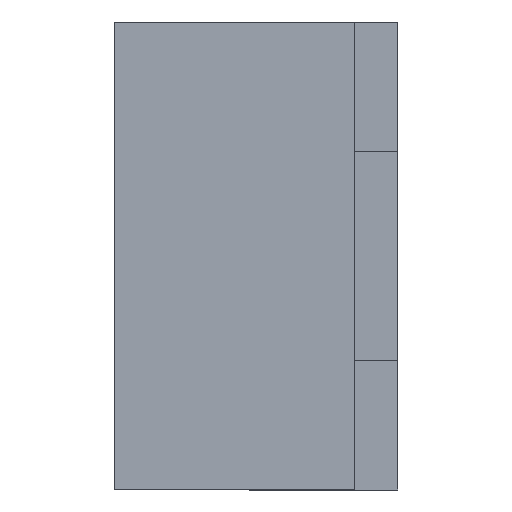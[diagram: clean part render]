
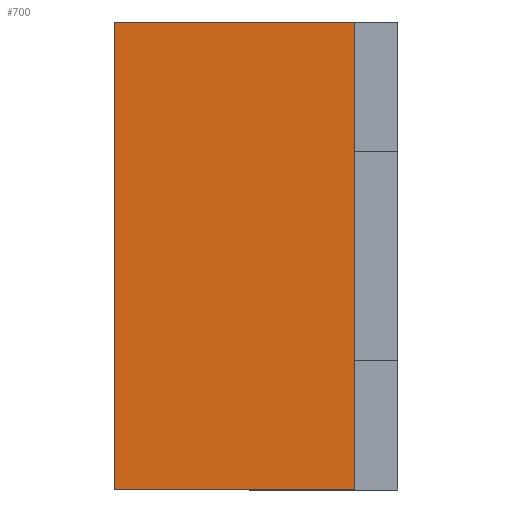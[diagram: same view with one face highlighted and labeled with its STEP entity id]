
A CAD part, left-side view. The second image highlights one B-rep face of the part: STEP entity #700.
In plain terms, the highlighted planar face has unit normal (-1, 0, 0).
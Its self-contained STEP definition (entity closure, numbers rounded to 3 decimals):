
#12 = DIRECTION ( 'NONE',  ( 0., -1., 0. ) ) ;
#74 = LINE ( 'NONE', #948, #909 ) ;
#91 = ORIENTED_EDGE ( 'NONE', *, *, #749, .F. ) ;
#134 = EDGE_CURVE ( 'NONE', #490, #255, #900, .T. ) ;
#181 = VECTOR ( 'NONE', #12, 1000. ) ;
#227 = DIRECTION ( 'NONE',  ( 0., 0., 1. ) ) ;
#255 = VERTEX_POINT ( 'NONE', #288 ) ;
#288 = CARTESIAN_POINT ( 'NONE',  ( -1.375, 0.175, 0.95 ) ) ;
#291 = DIRECTION ( 'NONE',  ( 0., -1., 0. ) ) ;
#326 = LINE ( 'NONE', #525, #181 ) ;
#451 = VECTOR ( 'NONE', #730, 1000. ) ;
#452 = VERTEX_POINT ( 'NONE', #614 ) ;
#462 = AXIS2_PLACEMENT_3D ( 'NONE', #1023, #585, #291 ) ;
#490 = VERTEX_POINT ( 'NONE', #816 ) ;
#525 = CARTESIAN_POINT ( 'NONE',  ( -1.375, 0.175, -0.95 ) ) ;
#585 = DIRECTION ( 'NONE',  ( -1., 0., 0. ) ) ;
#589 = FACE_OUTER_BOUND ( 'NONE', #626, .T. ) ;
#614 = CARTESIAN_POINT ( 'NONE',  ( -1.375, 0.175, -0.95 ) ) ;
#626 = EDGE_LOOP ( 'NONE', ( #91, #786, #981, #640 ) ) ;
#640 = ORIENTED_EDGE ( 'NONE', *, *, #134, .F. ) ;
#654 = CARTESIAN_POINT ( 'NONE',  ( -1.375, 0.175, 0.95 ) ) ;
#700 = ADVANCED_FACE ( 'NONE', ( #589 ), #939, .T. ) ;
#730 = DIRECTION ( 'NONE',  ( 0., -1., 0. ) ) ;
#749 = EDGE_CURVE ( 'NONE', #901, #490, #74, .T. ) ;
#750 = LINE ( 'NONE', #959, #863 ) ;
#767 = DIRECTION ( 'NONE',  ( 0., 0., 1. ) ) ;
#773 = EDGE_CURVE ( 'NONE', #452, #255, #750, .T. ) ;
#786 = ORIENTED_EDGE ( 'NONE', *, *, #827, .T. ) ;
#816 = CARTESIAN_POINT ( 'NONE',  ( -1.375, 1.15, 0.95 ) ) ;
#827 = EDGE_CURVE ( 'NONE', #901, #452, #326, .T. ) ;
#863 = VECTOR ( 'NONE', #227, 1000. ) ;
#900 = LINE ( 'NONE', #654, #451 ) ;
#901 = VERTEX_POINT ( 'NONE', #903 ) ;
#903 = CARTESIAN_POINT ( 'NONE',  ( -1.375, 1.15, -0.95 ) ) ;
#909 = VECTOR ( 'NONE', #767, 1000. ) ;
#939 = PLANE ( 'NONE',  #462 ) ;
#948 = CARTESIAN_POINT ( 'NONE',  ( -1.375, 1.15, -3.227 ) ) ;
#959 = CARTESIAN_POINT ( 'NONE',  ( -1.375, 0.175, -3.227 ) ) ;
#981 = ORIENTED_EDGE ( 'NONE', *, *, #773, .T. ) ;
#1023 = CARTESIAN_POINT ( 'NONE',  ( -1.375, 0.175, -3.227 ) ) ;
